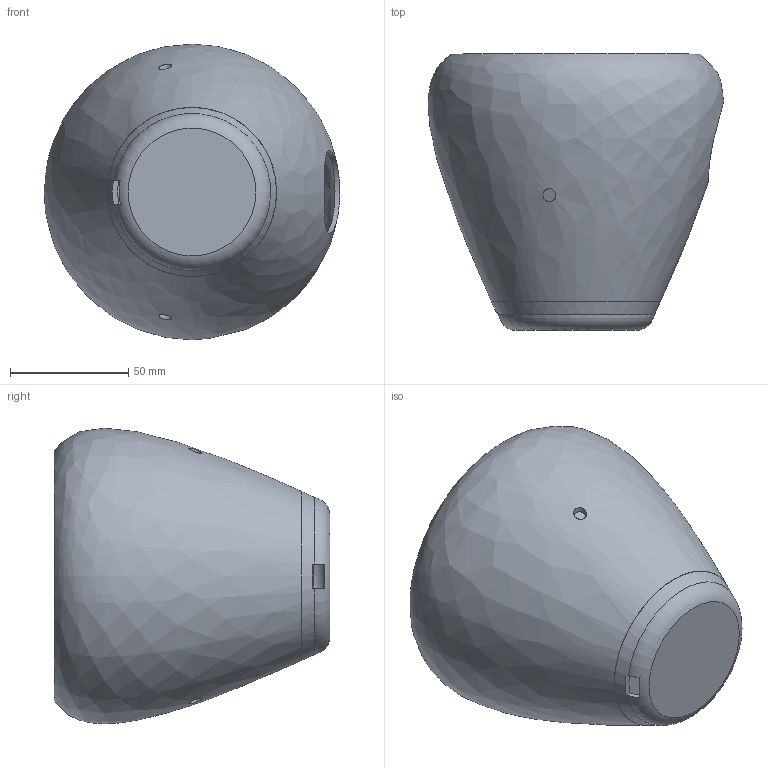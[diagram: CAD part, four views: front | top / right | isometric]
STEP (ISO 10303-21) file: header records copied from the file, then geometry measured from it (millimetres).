
FILE_DESCRIPTION(/* description */ (''),/* implementation_level */ '2;1');
FILE_NAME(/* name */ 'Flower_Latest v16.step',/* time_stamp */ '2022-07-29T09:22:59+05:30',/* author */ (''),/* organization */ (''),/* preprocessor_version */ 'ST-DEVELOPER v19',/* originating_system */ 'Autodesk Translation Framework v11.7.0.108',/* authorisation */ '');
FILE_SCHEMA (('AUTOMOTIVE_DESIGN { 1 0 10303 214 3 1 1 }'));
Length unit declared in the file: millimetre
Products named in the file (5): Flower_Latest; Component1; Base; Main; Vase
Assembly tree (4 placements, depth 3):
  Flower_Latest
    Component1
      Base
      Main
    Vase
Bounding box: 124.96 x 116.69 x 125 mm (x, y, z)
Volume: 108553.4 mm3; surface area: 136018.9 mm2
Topology: 3 solids, 3 shells, 36 faces, 87 edges, 61 vertices
Faces by surface type: plane 19, bspline 6, cylinder 6, cone 3, torus 2
Full cylindrical faces by diameter (mm): 2.65 x2, 5.5 x2, 35 x1, 104.961 x1
Entity records: 2621 total; most frequent: CARTESIAN_POINT 1718, ORIENTED_EDGE 174, DIRECTION 129, EDGE_CURVE 87, VERTEX_POINT 61, AXIS2_PLACEMENT_3D 55, B_SPLINE_CURVE_WITH_KNOTS 49, EDGE_LOOP 48
